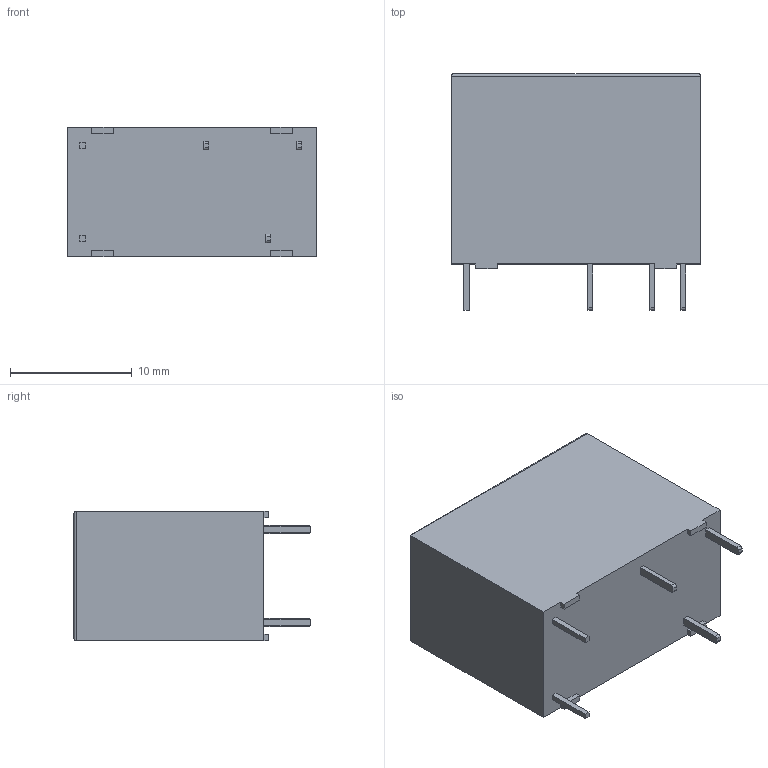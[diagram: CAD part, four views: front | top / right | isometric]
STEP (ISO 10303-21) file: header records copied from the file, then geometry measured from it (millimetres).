
FILE_DESCRIPTION (( 'STEP AP203' ), '1' );
FILE_NAME ('33F.STEP', '2014-08-27T04:52:48', ( 'Windows 蚚誧' ), ( '' ), 'SwSTEP 2.0', 'SolidWorks 2013', '' );
FILE_SCHEMA (( 'CONFIG_CONTROL_DESIGN' ));
Length unit declared in the file: millimetre
Products named in the file (1): 33F
Bounding box: 20.5 x 19.4 x 10.6 mm (x, y, z)
Volume: 3393.3 mm3; surface area: 1455.9 mm2
Topology: 1 solids, 1 shells, 66 faces, 164 edges, 108 vertices
Faces by surface type: plane 50, cylinder 16
Entity records: 2017 total; most frequent: CARTESIAN_POINT 351, ORIENTED_EDGE 328, DIRECTION 318, EDGE_CURVE 164, LINE 136, VECTOR 136, VERTEX_POINT 108, AXIS2_PLACEMENT_3D 91
